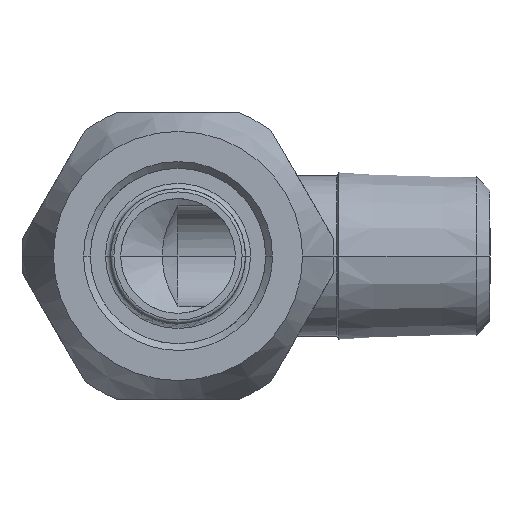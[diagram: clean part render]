
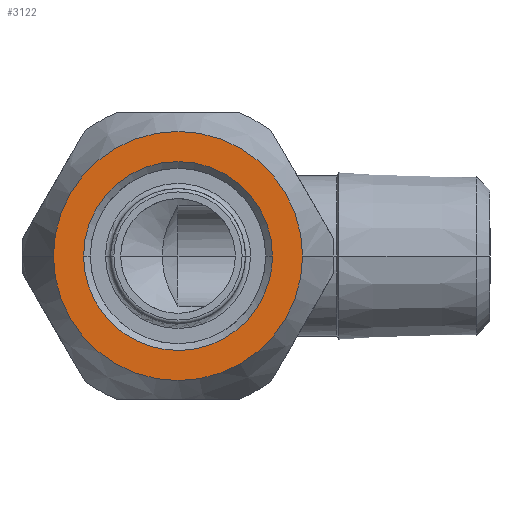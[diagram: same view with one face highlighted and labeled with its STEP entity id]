
A CAD part, left-side view. The second image highlights one B-rep face of the part: STEP entity #3122.
In plain terms, the highlighted planar face has unit normal (-1, 0, 0).
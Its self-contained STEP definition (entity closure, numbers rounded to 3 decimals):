
#2857=CARTESIAN_POINT('Vertex',(-24.5,-7.385,0.)) ;
#2860=CARTESIAN_POINT('Axis2P3D Location',(-24.5,0.,0.)) ;
#2864=CARTESIAN_POINT('Vertex',(-24.5,7.385,0.)) ;
#2890=CARTESIAN_POINT('Axis2P3D Location',(-24.5,0.,0.)) ;
#3074=CARTESIAN_POINT('Axis2P3D Location',(-24.5,0.,0.)) ;
#3084=CARTESIAN_POINT('Control Point',(-24.5,5.6,0.)) ;
#3085=CARTESIAN_POINT('Control Point',(-24.5,5.6,-0.58)) ;
#3086=CARTESIAN_POINT('Control Point',(-24.5,5.525,-1.159)) ;
#3087=CARTESIAN_POINT('Control Point',(-24.5,5.375,-1.726)) ;
#3088=CARTESIAN_POINT('Control Point',(-24.5,4.932,-2.808)) ;
#3089=CARTESIAN_POINT('Control Point',(-24.5,4.228,-3.741)) ;
#3090=CARTESIAN_POINT('Control Point',(-24.5,3.817,-4.159)) ;
#3091=CARTESIAN_POINT('Control Point',(-24.5,2.897,-4.88)) ;
#3092=CARTESIAN_POINT('Control Point',(-24.5,1.823,-5.343)) ;
#3093=CARTESIAN_POINT('Control Point',(-24.5,1.259,-5.503)) ;
#3094=CARTESIAN_POINT('Control Point',(-24.5,0.103,-5.674)) ;
#3095=CARTESIAN_POINT('Control Point',(-24.5,-1.059,-5.545)) ;
#3096=CARTESIAN_POINT('Control Point',(-24.5,-1.628,-5.405)) ;
#3097=CARTESIAN_POINT('Control Point',(-24.5,-2.718,-4.982)) ;
#3098=CARTESIAN_POINT('Control Point',(-24.5,-3.664,-4.295)) ;
#3099=CARTESIAN_POINT('Control Point',(-24.5,-4.089,-3.892)) ;
#3100=CARTESIAN_POINT('Control Point',(-24.5,-4.827,-2.985)) ;
#3101=CARTESIAN_POINT('Control Point',(-24.5,-5.309,-1.92)) ;
#3102=CARTESIAN_POINT('Control Point',(-24.5,-5.479,-1.359)) ;
#3103=CARTESIAN_POINT('Control Point',(-24.5,-5.582,-0.742)) ;
#3104=CARTESIAN_POINT('Control Point',(-24.5,-5.599,-0.122)) ;
#3105=CARTESIAN_POINT('Control Point',(-24.5,-5.6,-0.081)) ;
#3106=CARTESIAN_POINT('Control Point',(-24.5,-5.6,-0.041)) ;
#3107=CARTESIAN_POINT('Control Point',(-24.5,-5.6,0.)) ;
#3108=CARTESIAN_POINT('Vertex',(-24.5,5.6,0.)) ;
#3110=CARTESIAN_POINT('Vertex',(-24.5,-5.6,0.)) ;
#3113=CARTESIAN_POINT('Axis2P3D Location',(-24.5,0.,0.)) ;
#2861=DIRECTION('Axis2P3D Direction',(1.,0.,0.)) ;
#2891=DIRECTION('Axis2P3D Direction',(1.,0.,0.)) ;
#3075=DIRECTION('Axis2P3D Direction',(1.,0.,0.)) ;
#3076=DIRECTION('Axis2P3D XDirection',(0.,-1.,0.)) ;
#3114=DIRECTION('Axis2P3D Direction',(1.,0.,0.)) ;
#2862=AXIS2_PLACEMENT_3D('Circle Axis2P3D',#2860,#2861,$) ;
#2892=AXIS2_PLACEMENT_3D('Circle Axis2P3D',#2890,#2891,$) ;
#3077=AXIS2_PLACEMENT_3D('Plane Axis2P3D',#3074,#3075,#3076) ;
#3115=AXIS2_PLACEMENT_3D('Circle Axis2P3D',#3113,#3114,$) ;
#3080=ORIENTED_EDGE('',*,*,#2894,.F.) ;
#3081=ORIENTED_EDGE('',*,*,#2866,.T.) ;
#3119=ORIENTED_EDGE('',*,*,#3112,.F.) ;
#3120=ORIENTED_EDGE('',*,*,#3117,.T.) ;
#3121=FACE_BOUND('',#3118,.T.) ;
#3122=ADVANCED_FACE('MANIFOLD_SOLID_BREP #3074',(#3082,#3121),#3078,.F.) ;
#3083=B_SPLINE_CURVE_WITH_KNOTS('',5,(#3084,#3085,#3086,#3087,#3088,#3089,#3090,#3091,#3092,#3093,#3094,#3095,#3096,#3097,#3098,#3099,#3100,#3101,#3102,#3103,#3104,#3105,#3106,#3107),.UNSPECIFIED.,.F.,.U.,(6,3,3,3,3,3,3,6),(0.,4.099,8.197,12.296,16.395,20.494,24.592,24.88),.UNSPECIFIED.) ;
#2863=CIRCLE('generated circle',#2862,7.385) ;
#2893=CIRCLE('generated circle',#2892,7.385) ;
#3116=CIRCLE('generated circle',#3115,5.6) ;
#2866=EDGE_CURVE('',#2865,#2858,#2863,.F.) ;
#2894=EDGE_CURVE('',#2865,#2858,#2893,.T.) ;
#3112=EDGE_CURVE('',#3109,#3111,#3083,.T.) ;
#3117=EDGE_CURVE('',#3109,#3111,#3116,.T.) ;
#3079=EDGE_LOOP('',(#3080,#3081)) ;
#3118=EDGE_LOOP('',(#3119,#3120)) ;
#3082=FACE_OUTER_BOUND('',#3079,.T.) ;
#3078=PLANE('',#3077) ;
#2858=VERTEX_POINT('',#2857) ;
#2865=VERTEX_POINT('',#2864) ;
#3109=VERTEX_POINT('',#3108) ;
#3111=VERTEX_POINT('',#3110) ;
